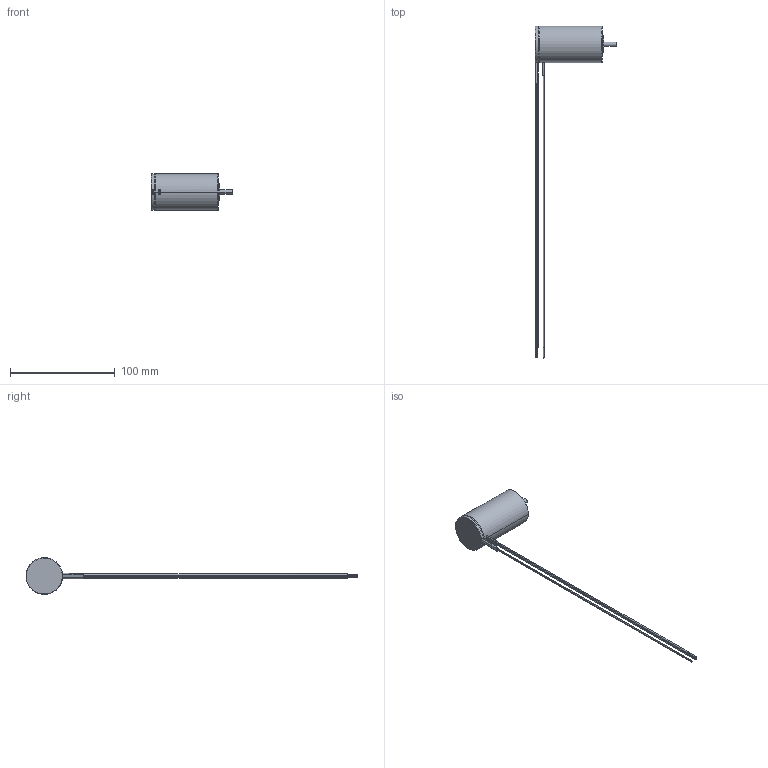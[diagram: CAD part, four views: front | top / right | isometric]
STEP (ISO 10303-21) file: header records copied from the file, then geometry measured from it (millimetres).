
FILE_DESCRIPTION((''),'2;1');
FILE_NAME('3564012B','2011-11-01T',('carefree'),(''),'PRO/ENGINEER BY PARAMETRIC TECHNOLOGY CORPORATION, 2010020','PRO/ENGINEER BY PARAMETRIC TECHNOLOGY CORPORATION, 2010020','');
FILE_SCHEMA(('CONFIG_CONTROL_DESIGN'));
Length unit declared in the file: millimetre
Products named in the file (1): 3564012B
Bounding box: 78 x 317.5 x 35 mm (x, y, z)
Volume: 63923.9 mm3; surface area: 15427.9 mm2
Topology: 1 solids, 1 shells, 91 faces, 200 edges, 126 vertices
Faces by surface type: cylinder 48, plane 25, torus 10, cone 8
Entity records: 2616 total; most frequent: DIRECTION 497, CARTESIAN_POINT 471, ORIENTED_EDGE 400, AXIS2_PLACEMENT_3D 215, EDGE_CURVE 200, VERTEX_POINT 126, CIRCLE 124, EDGE_LOOP 106
